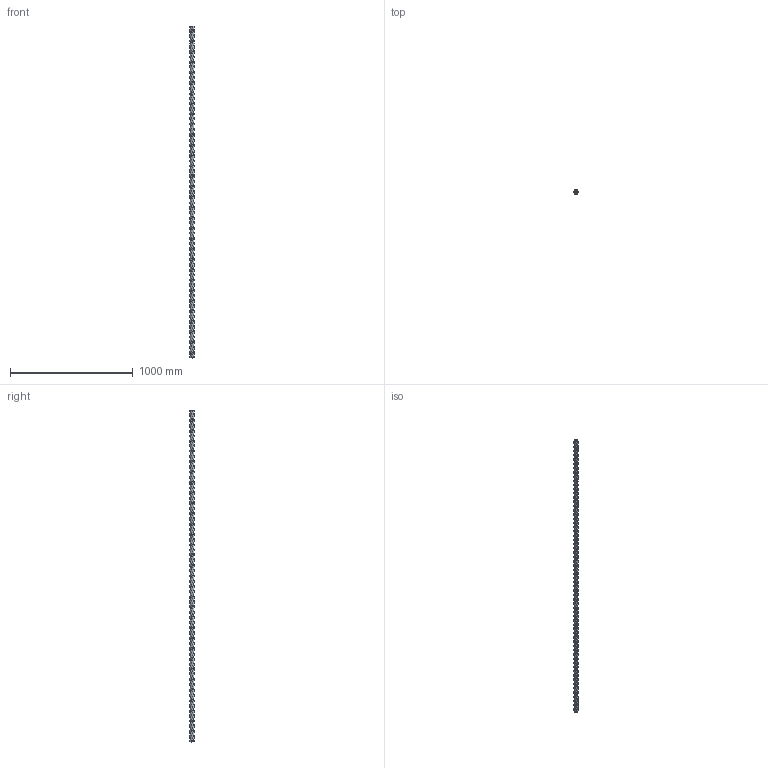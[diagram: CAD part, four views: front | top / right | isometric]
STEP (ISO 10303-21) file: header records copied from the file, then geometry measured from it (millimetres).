
FILE_DESCRIPTION (( 'STEP AP203' ), '1' );
FILE_NAME ('2035.step', '2015-09-17T14:54:24', ( '' ), ( '' ), 'SwSTEP 2.0', 'SolidWorks 2015', '' );
FILE_SCHEMA (( 'CONFIG_CONTROL_DESIGN' ));
Length unit declared in the file: millimetre
Products named in the file (1): 2035
Bounding box: 35 x 35 x 2700 mm (x, y, z)
Volume: 1902107 mm3; surface area: 500015.9 mm2
Topology: 5 solids, 5 shells, 198 faces, 516 edges, 344 vertices
Faces by surface type: plane 105, bspline 93
Entity records: 15939 total; most frequent: CARTESIAN_POINT 11656, ORIENTED_EDGE 1032, DIRECTION 534, EDGE_CURVE 516, VERTEX_POINT 344, VECTOR 322, LINE 322, EDGE_LOOP 214
